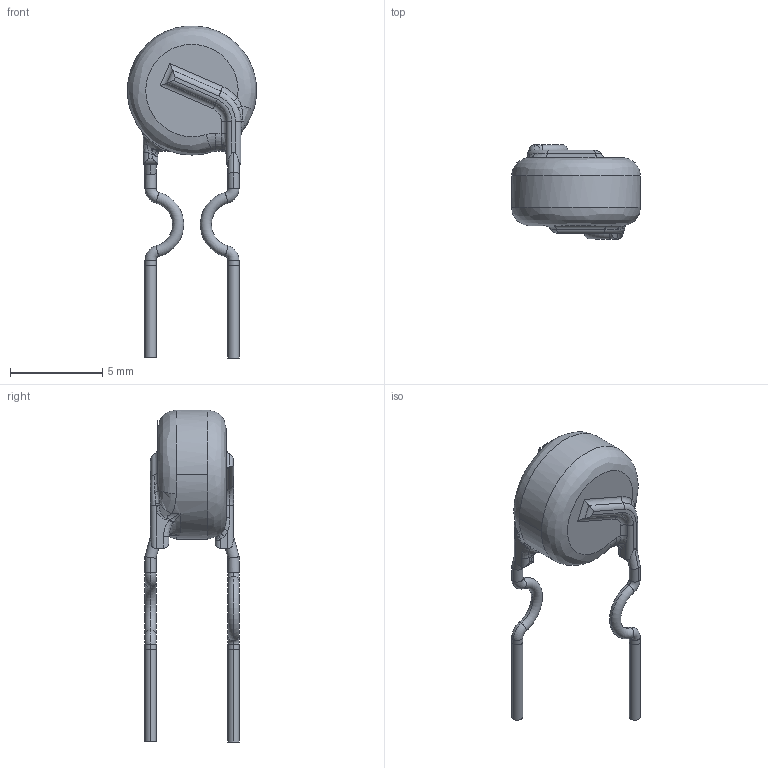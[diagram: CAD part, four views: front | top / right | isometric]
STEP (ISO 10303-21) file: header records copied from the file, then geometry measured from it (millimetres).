
FILE_DESCRIPTION (( 'STEP AP214' ), '1' );
FILE_NAME ('RES-TH_L7.0-W4.5-H13.0-P4.50-D0.6-S4.50.step', '2021-08-15T01:37:34', ( '' ), ( '' ), 'SwSTEP 2.0', 'SolidWorks 2020', '' );
FILE_SCHEMA (( 'AUTOMOTIVE_DESIGN' ));
Length unit declared in the file: millimetre
Products named in the file (1): RES-TH_L7.0-W4.5-H13.0-P4.50-D0.6-S4.50
Bounding box: 7 x 5.1 x 18 mm (x, y, z)
Volume: 146.7 mm3; surface area: 198.3 mm2
Topology: 6 solids, 6 shells, 198 faces, 482 edges, 288 vertices
Faces by surface type: bspline 64, plane 62, cylinder 48, torus 24
Entity records: 9881 total; most frequent: CARTESIAN_POINT 3549, ORIENTED_EDGE 948, DIRECTION 698, EDGE_CURVE 474, VERTEX_POINT 288, AXIS2_PLACEMENT_3D 249, UNCERTAINTY_MEASURE_WITH_UNIT 206, PRESENTATION_STYLE_ASSIGNMENT 205
